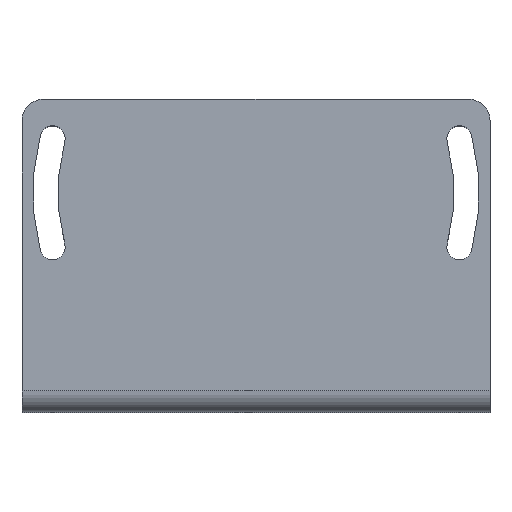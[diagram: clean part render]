
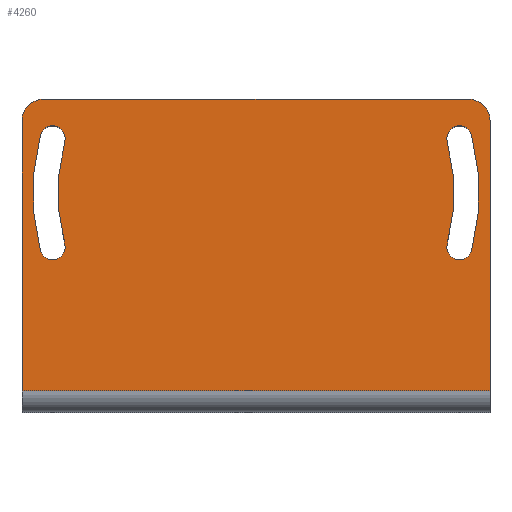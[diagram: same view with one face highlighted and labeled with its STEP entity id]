
A CAD part, top view. The second image highlights one B-rep face of the part: STEP entity #4260.
In plain terms, the highlighted planar face has unit normal (0, 0, 1).
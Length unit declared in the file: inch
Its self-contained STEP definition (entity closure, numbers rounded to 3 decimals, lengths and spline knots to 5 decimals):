
#841=DIRECTION('',(1.,0.,0.));
#842=VECTOR('',#841,2.55906);
#843=CARTESIAN_POINT('',(-1.27953,0.05906,1.25984));
#844=LINE('',#843,#842);
#859=DIRECTION('',(0.,1.,0.));
#860=VECTOR('',#859,1.47638);
#861=CARTESIAN_POINT('',(1.27953,0.05906,1.25984));
#862=LINE('',#861,#860);
#863=DIRECTION('',(0.,-1.,0.));
#864=VECTOR('',#863,1.47638);
#865=CARTESIAN_POINT('',(-1.27953,1.53543,1.25984));
#866=LINE('',#865,#864);
#867=DIRECTION('',(-1.,0.,0.));
#868=VECTOR('',#867,2.32283);
#869=CARTESIAN_POINT('',(1.16142,1.65354,1.25984));
#870=LINE('',#869,#868);
#871=CARTESIAN_POINT('',(0.,1.14173,1.25984));
#872=DIRECTION('',(0.,0.,-1.));
#873=DIRECTION('',(-0.966,-0.259,0.));
#874=AXIS2_PLACEMENT_3D('',#871,#872,#873);
#876=CARTESIAN_POINT('',(-1.11234,1.43978,1.25984));
#877=DIRECTION('',(0.,0.,-1.));
#878=DIRECTION('',(-0.966,0.259,0.));
#879=AXIS2_PLACEMENT_3D('',#876,#877,#878);
#881=CARTESIAN_POINT('',(0.,1.14173,
1.25984));
#882=DIRECTION('',(0.,0.,-1.));
#883=DIRECTION('',(-0.966,-0.259,0.));
#884=AXIS2_PLACEMENT_3D('',#881,#882,#883);
#886=CARTESIAN_POINT('',(-1.11234,0.84368,1.25984));
#887=DIRECTION('',(0.,0.,-1.));
#888=DIRECTION('',(0.966,0.259,0.));
#889=AXIS2_PLACEMENT_3D('',#886,#887,#888);
#891=CARTESIAN_POINT('',(0.,1.14173,1.25984));
#892=DIRECTION('',(0.,0.,-1.));
#893=DIRECTION('',(0.966,0.259,0.));
#894=AXIS2_PLACEMENT_3D('',#891,#892,#893);
#896=CARTESIAN_POINT('',(1.11234,0.84368,1.25984));
#897=DIRECTION('',(0.,0.,-1.));
#898=DIRECTION('',(0.966,-0.259,0.));
#899=AXIS2_PLACEMENT_3D('',#896,#897,#898);
#901=CARTESIAN_POINT('',(0.,1.14173,1.25984));
#902=DIRECTION('',(0.,0.,-1.));
#903=DIRECTION('',(0.966,0.259,0.));
#904=AXIS2_PLACEMENT_3D('',#901,#902,#903);
#906=CARTESIAN_POINT('',(1.11234,1.43978,1.25984));
#907=DIRECTION('',(0.,0.,-1.));
#908=DIRECTION('',(-0.966,-0.259,0.));
#909=AXIS2_PLACEMENT_3D('',#906,#907,#908);
#924=CARTESIAN_POINT('',(1.16142,1.53543,1.25984));
#925=DIRECTION('',(0.,0.,1.));
#926=DIRECTION('',(1.,0.,0.));
#927=AXIS2_PLACEMENT_3D('',#924,#925,#926);
#942=CARTESIAN_POINT('',(-1.16142,1.53543,1.25984));
#943=DIRECTION('',(0.,0.,1.));
#944=DIRECTION('',(0.,1.,0.));
#945=AXIS2_PLACEMENT_3D('',#942,#943,#944);
#2829=CARTESIAN_POINT('',(-1.27953,0.05906,
1.25984));
#2830=CARTESIAN_POINT('',(1.27953,0.05906,1.25984));
#2831=VERTEX_POINT('',#2829);
#2832=VERTEX_POINT('',#2830);
#2845=CARTESIAN_POINT('',(-1.04579,0.86151,
1.25984));
#2846=CARTESIAN_POINT('',(-1.04579,1.42195,1.25984));
#2847=VERTEX_POINT('',#2845);
#2848=VERTEX_POINT('',#2846);
#2849=CARTESIAN_POINT('',(-1.17889,1.45761,1.25984));
#2850=VERTEX_POINT('',#2849);
#2851=CARTESIAN_POINT('',(-1.17889,0.82585,
1.25984));
#2852=VERTEX_POINT('',#2851);
#2862=CARTESIAN_POINT('',(1.16142,1.65354,1.25984));
#2864=VERTEX_POINT('',#2862);
#2867=CARTESIAN_POINT('',(1.27953,1.53543,1.25984));
#2868=VERTEX_POINT('',#2867);
#2886=CARTESIAN_POINT('',(-1.27953,1.53543,1.25984));
#2888=VERTEX_POINT('',#2886);
#2891=CARTESIAN_POINT('',(-1.16142,1.65354,1.25984));
#2892=VERTEX_POINT('',#2891);
#2901=CARTESIAN_POINT('',(1.04579,1.42195,1.25984));
#2902=CARTESIAN_POINT('',(1.04579,0.86151,1.25984));
#2903=VERTEX_POINT('',#2901);
#2904=VERTEX_POINT('',#2902);
#2905=CARTESIAN_POINT('',(1.17889,0.82585,1.25984));
#2906=VERTEX_POINT('',#2905);
#2907=CARTESIAN_POINT('',(1.17889,1.45761,1.25984));
#2908=VERTEX_POINT('',#2907);
#4222=CARTESIAN_POINT('',(0.6715,-0.05906,
1.25984));
#4223=DIRECTION('',(0.,0.,1.));
#4224=DIRECTION('',(-1.,0.,0.));
#4225=AXIS2_PLACEMENT_3D('',#4222,#4223,#4224);
#4226=PLANE('',#4225);
#4228=ORIENTED_EDGE('',*,*,#4227,.F.);
#4230=ORIENTED_EDGE('',*,*,#4229,.F.);
#4231=ORIENTED_EDGE('',*,*,#4213,.F.);
#4233=ORIENTED_EDGE('',*,*,#4232,.F.);
#4235=ORIENTED_EDGE('',*,*,#4234,.F.);
#4237=ORIENTED_EDGE('',*,*,#4236,.F.);
#4238=EDGE_LOOP('',(#4228,#4230,#4231,#4233,#4235,#4237));
#4239=FACE_OUTER_BOUND('',#4238,.F.);
#4241=ORIENTED_EDGE('',*,*,#4240,.T.);
#4243=ORIENTED_EDGE('',*,*,#4242,.F.);
#4245=ORIENTED_EDGE('',*,*,#4244,.F.);
#4247=ORIENTED_EDGE('',*,*,#4246,.F.);
#4248=EDGE_LOOP('',(#4241,#4243,#4245,#4247));
#4249=FACE_BOUND('',#4248,.F.);
#4251=ORIENTED_EDGE('',*,*,#4250,.T.);
#4253=ORIENTED_EDGE('',*,*,#4252,.F.);
#4255=ORIENTED_EDGE('',*,*,#4254,.F.);
#4257=ORIENTED_EDGE('',*,*,#4256,.F.);
#4258=EDGE_LOOP('',(#4251,#4253,#4255,#4257));
#4259=FACE_BOUND('',#4258,.F.);
#4260=ADVANCED_FACE('',(#4239,#4249,#4259),#4226,.T.);
#875=CIRCLE('',#874,1.08268);
#880=CIRCLE('',#879,0.0689);
#885=CIRCLE('',#884,1.22047);
#890=CIRCLE('',#889,0.0689);
#895=CIRCLE('',#894,1.08268);
#900=CIRCLE('',#899,0.0689);
#905=CIRCLE('',#904,1.22047);
#910=CIRCLE('',#909,0.0689);
#928=CIRCLE('',#927,0.11811);
#946=CIRCLE('',#945,0.11811);
#4213=EDGE_CURVE('',#2831,#2832,#844,.T.);
#4227=EDGE_CURVE('',#2868,#2864,#928,.T.);
#4229=EDGE_CURVE('',#2832,#2868,#862,.T.);
#4232=EDGE_CURVE('',#2888,#2831,#866,.T.);
#4234=EDGE_CURVE('',#2892,#2888,#946,.T.);
#4236=EDGE_CURVE('',#2864,#2892,#870,.T.);
#4240=EDGE_CURVE('',#2847,#2848,#875,.T.);
#4242=EDGE_CURVE('',#2850,#2848,#880,.T.);
#4244=EDGE_CURVE('',#2852,#2850,#885,.T.);
#4246=EDGE_CURVE('',#2847,#2852,#890,.T.);
#4250=EDGE_CURVE('',#2903,#2904,#895,.T.);
#4252=EDGE_CURVE('',#2906,#2904,#900,.T.);
#4254=EDGE_CURVE('',#2908,#2906,#905,.T.);
#4256=EDGE_CURVE('',#2903,#2908,#910,.T.);
